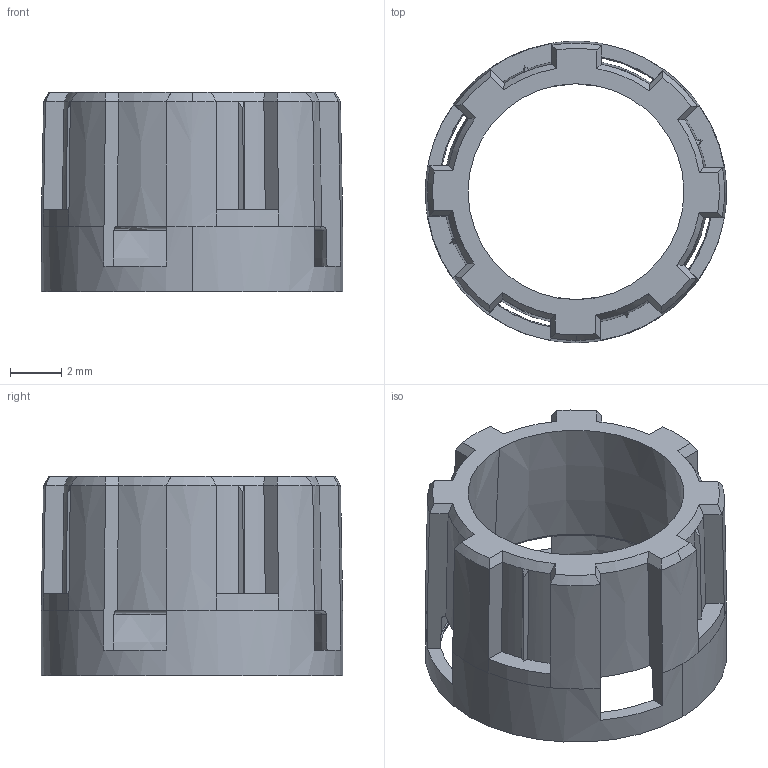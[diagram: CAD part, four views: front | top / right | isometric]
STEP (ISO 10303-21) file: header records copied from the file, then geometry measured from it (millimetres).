
FILE_DESCRIPTION(/* description */ (''),/* implementation_level */ '2;1');
FILE_NAME(/* name */ 'amt103-v_20.ipt.stp',/* time_stamp */ '2016-01-07T16:42:44-08:00',/* author */ ('Autodesk Inc.'),/* organization */ ('Autodesk Inc.'),/* preprocessor_version */ 'ST-DEVELOPER v16.1',/* originating_system */ 'Autodesk Inventor 2016',/* authorisation */ '');
FILE_SCHEMA (('AUTOMOTIVE_DESIGN { 1 0 10303 214 3 1 1 }'));
Length unit declared in the file: millimetre
Products named in the file (1): amt103-v_20
Bounding box: 11.8 x 11.8 x 7.8 mm (x, y, z)
Volume: 222.6 mm3; surface area: 615.2 mm2
Topology: 1 solids, 1 shells, 128 faces, 373 edges, 240 vertices
Faces by surface type: plane 51, cone 48, bspline 12, torus 11, cylinder 6
Entity records: 4880 total; most frequent: CARTESIAN_POINT 1698, ORIENTED_EDGE 746, DIRECTION 570, EDGE_CURVE 373, VERTEX_POINT 240, AXIS2_PLACEMENT_3D 236, B_SPLINE_CURVE_WITH_KNOTS 156, EDGE_LOOP 131
